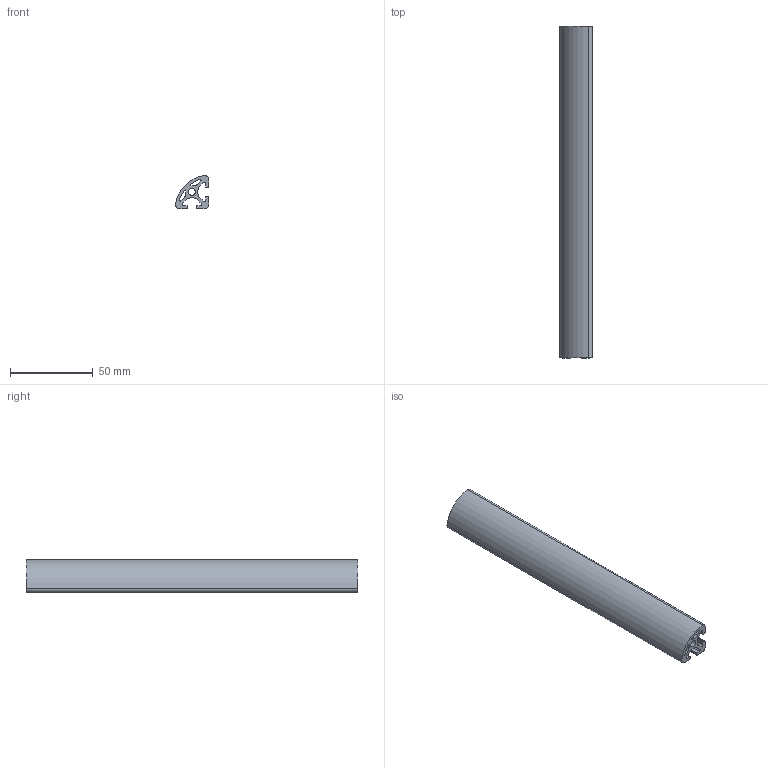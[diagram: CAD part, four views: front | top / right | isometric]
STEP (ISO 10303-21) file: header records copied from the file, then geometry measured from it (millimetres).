
FILE_DESCRIPTION(/* description */ ('Aluminiumprofil R20 90°'),/* implementation_level */ '2;1');
FILE_NAME(/* name */ 'Syskomp 251202991 Aluminiumprofil R20 90°.stp',/* time_stamp */ '2017-04-11T10:33:20+02:00',/* author */ ('wheldmann'),/* organization */ (''),/* preprocessor_version */ 'ST-DEVELOPER v16.1',/* originating_system */ 'Autodesk Inventor 2016',/* authorisation */ ' ');
FILE_SCHEMA (('AUTOMOTIVE_DESIGN { 1 0 10303 214 3 1 1 }'));
Length unit declared in the file: millimetre
Products named in the file (1): 251202991 Aluminiumprofil R20 90° - 200
Bounding box: 19.89 x 200 x 19.89 mm (x, y, z)
Volume: 34409.8 mm3; surface area: 31125.1 mm2
Topology: 1 solids, 1 shells, 53 faces, 153 edges, 102 vertices
Faces by surface type: cylinder 29, plane 24
Full cylindrical faces by diameter (mm): 4.3 x1
Entity records: 1796 total; most frequent: DIRECTION 318, CARTESIAN_POINT 308, ORIENTED_EDGE 304, EDGE_CURVE 152, AXIS2_PLACEMENT_3D 112, VERTEX_POINT 102, LINE 94, VECTOR 94
